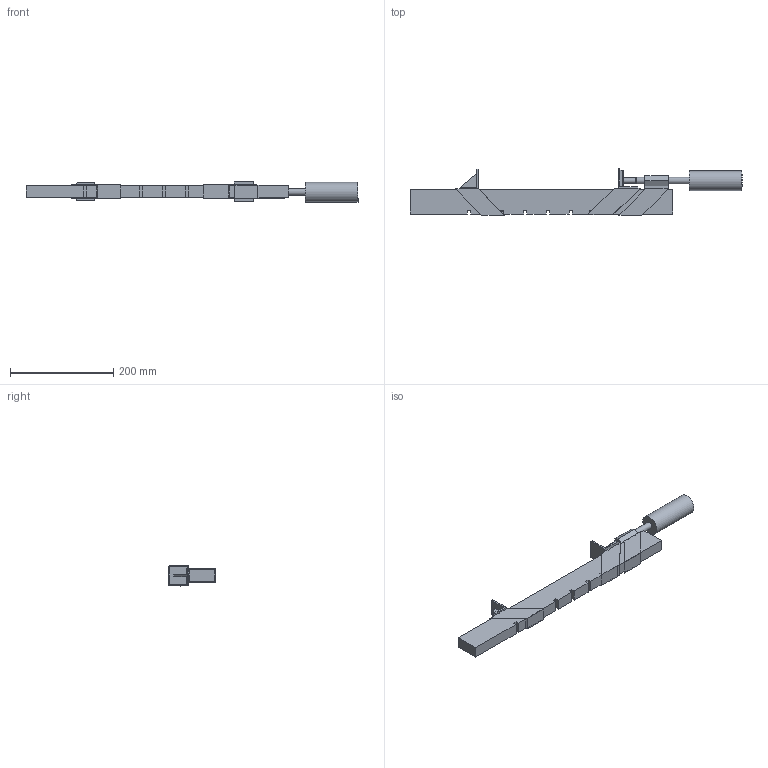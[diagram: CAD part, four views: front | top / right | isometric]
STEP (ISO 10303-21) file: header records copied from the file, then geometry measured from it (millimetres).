
FILE_DESCRIPTION(/* description */ (''),/* implementation_level */ '2;1');
FILE_NAME(/* name */ 'Assembled Clamp.step',/* time_stamp */ '2016-12-20T22:08:43-08:00',/* author */ (''),/* organization */ (''),/* preprocessor_version */ 'ST-DEVELOPER v16.5',/* originating_system */ 'Autodesk Translation Framework v5.2.0.2920',/* authorisation */ '');
FILE_SCHEMA (('AUTOMOTIVE_DESIGN { 1 0 10303 214 3 1 1 }'));
Length unit declared in the file: inch
Products named in the file (10): Assembled Clamp v3; beam; Head Stock v4; 2; _ROC-2131-732; Head stock; Screw Interface v7; Screw interface; Tail Stock v5; Tail Stock
Assembly tree (9 placements, depth 4):
  Assembled Clamp v3
    beam
      Head Stock v4
        2
        _ROC-2131-732
        Head stock
      Screw Interface v7
        Screw interface
      Tail Stock v5
        Tail Stock
Bounding box: 642.25 x 89.73 x 38.93 mm (x, y, z)
Volume: 725183.1 mm3; surface area: 153215.6 mm2
Topology: 9 solids, 9 shells, 151 faces, 384 edges, 252 vertices
Faces by surface type: plane 126, cylinder 24, cone 1
Full cylindrical faces by diameter (mm): 10.373 x1, 12.599 x1, 12.7 x1, 38.1 x1
Entity records: 4688 total; most frequent: CARTESIAN_POINT 799, DIRECTION 767, ORIENTED_EDGE 756, EDGE_CURVE 378, LINE 329, VECTOR 329, VERTEX_POINT 251, AXIS2_PLACEMENT_3D 219
